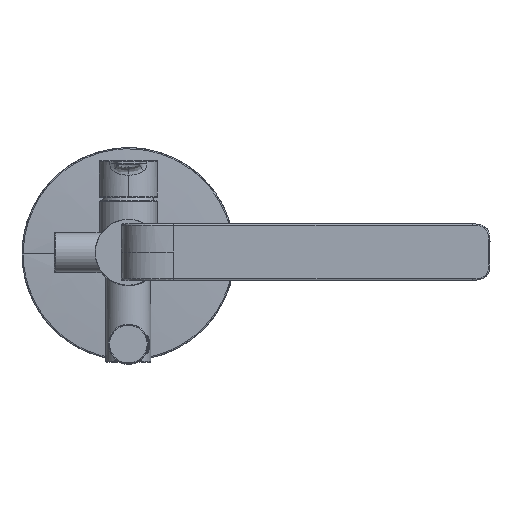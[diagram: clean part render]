
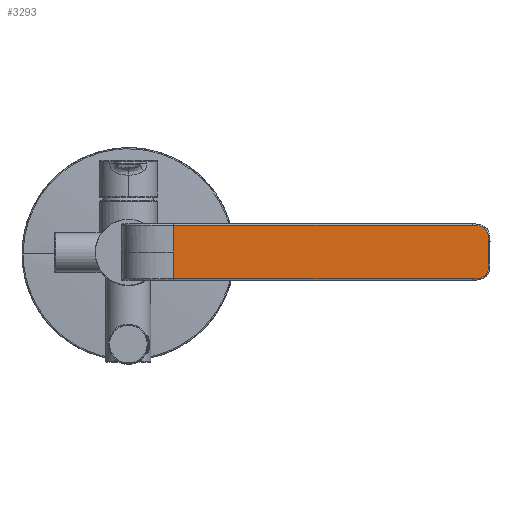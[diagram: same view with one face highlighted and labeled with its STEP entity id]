
A CAD part, top view. The second image highlights one B-rep face of the part: STEP entity #3293.
In plain terms, the highlighted planar face has unit normal (0, 0, 1).
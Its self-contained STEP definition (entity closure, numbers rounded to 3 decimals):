
#354=LINE('',#17225,#401);
#356=LINE('',#17290,#403);
#358=LINE('',#17355,#405);
#401=VECTOR('',#4446,1000.);
#403=VECTOR('',#4450,1000.);
#405=VECTOR('',#4454,1000.);
#503=PLANE('',#3992);
#1148=ORIENTED_EDGE('',*,*,#1647,.F.);
#1149=ORIENTED_EDGE('',*,*,#1611,.T.);
#1150=ORIENTED_EDGE('',*,*,#1614,.T.);
#1151=ORIENTED_EDGE('',*,*,#1617,.T.);
#1152=ORIENTED_EDGE('',*,*,#1620,.T.);
#1153=ORIENTED_EDGE('',*,*,#1623,.T.);
#1154=ORIENTED_EDGE('',*,*,#1635,.T.);
#1611=EDGE_CURVE('',#2016,#2018,#354,.T.);
#1614=EDGE_CURVE('',#2018,#2020,#2320,.T.);
#1617=EDGE_CURVE('',#2020,#2022,#356,.T.);
#1620=EDGE_CURVE('',#2022,#2024,#2324,.T.);
#1623=EDGE_CURVE('',#2024,#2026,#358,.T.);
#1635=EDGE_CURVE('',#2026,#2035,#2334,.T.);
#1647=EDGE_CURVE('',#2016,#2035,#2346,.F.);
#2016=VERTEX_POINT('',#17188);
#2018=VERTEX_POINT('',#17224);
#2020=VERTEX_POINT('',#17263);
#2022=VERTEX_POINT('',#17289);
#2024=VERTEX_POINT('',#17328);
#2026=VERTEX_POINT('',#17354);
#2035=VERTEX_POINT('',#17601);
#2320=B_SPLINE_CURVE_WITH_KNOTS('',3,(#17264,#17265,#17266,#17267,#17268,
#17269,#17270,#17271,#17272),.UNSPECIFIED.,.F.,.F.,(4,1,1,1,1,1,4),(0.,
0.005,0.008,0.011,0.014,
0.016,0.022),.UNSPECIFIED.);
#2324=B_SPLINE_CURVE_WITH_KNOTS('',3,(#17329,#17330,#17331,#17332,#17333,
#17334,#17335,#17336,#17337),.UNSPECIFIED.,.F.,.F.,(4,1,1,1,1,1,4),(0.,
0.005,0.008,0.011,0.014,
0.016,0.022),.UNSPECIFIED.);
#2334=B_SPLINE_CURVE_WITH_KNOTS('',3,(#17597,#17598,#17599,#17600),
 .UNSPECIFIED.,.F.,.F.,(4,4),(0.,1.),.UNSPECIFIED.);
#2346=B_SPLINE_CURVE_WITH_KNOTS('',3,(#17796,#17797,#17798,#17799),
 .UNSPECIFIED.,.F.,.F.,(4,4),(0.,1.),
 .UNSPECIFIED.);
#2686=EDGE_LOOP('',(#1148,#1149,#1150,#1151,#1152,#1153,#1154));
#2996=FACE_BOUND('',#2686,.T.);
#3293=ADVANCED_FACE('',(#2996),#503,.T.);
#3992=AXIS2_PLACEMENT_3D('',#18385,#4484,#4485);
#4446=DIRECTION('',(1.,0.,0.));
#4450=DIRECTION('',(0.,1.,0.));
#4454=DIRECTION('',(-1.,0.,0.));
#4484=DIRECTION('',(0.,0.,1.));
#4485=DIRECTION('',(0.,-1.,0.));
#17188=CARTESIAN_POINT('',(-37.371,52.,974.465));
#17224=CARTESIAN_POINT('',(201.533,51.999,974.465));
#17225=CARTESIAN_POINT('',(-37.371,52.,974.465));
#17263=CARTESIAN_POINT('',(214.533,64.998,974.465));
#17264=CARTESIAN_POINT('',(201.533,51.999,974.465));
#17265=CARTESIAN_POINT('',(203.346,51.999,974.465));
#17266=CARTESIAN_POINT('',(206.087,52.023,974.465));
#17267=CARTESIAN_POINT('',(209.561,53.165,974.465));
#17268=CARTESIAN_POINT('',(211.791,54.734,974.465));
#17269=CARTESIAN_POINT('',(213.375,56.983,974.465));
#17270=CARTESIAN_POINT('',(214.505,60.444,974.465));
#17271=CARTESIAN_POINT('',(214.533,63.187,974.465));
#17272=CARTESIAN_POINT('',(214.533,64.998,974.465));
#17289=CARTESIAN_POINT('',(214.533,81.998,974.465));
#17290=CARTESIAN_POINT('',(214.533,73.5,974.465));
#17328=CARTESIAN_POINT('',(201.534,94.998,974.465));
#17329=CARTESIAN_POINT('',(214.533,81.998,974.465));
#17330=CARTESIAN_POINT('',(214.533,83.811,974.465));
#17331=CARTESIAN_POINT('',(214.509,86.552,974.465));
#17332=CARTESIAN_POINT('',(213.367,90.025,974.465));
#17333=CARTESIAN_POINT('',(211.799,92.256,974.465));
#17334=CARTESIAN_POINT('',(209.549,93.839,974.465));
#17335=CARTESIAN_POINT('',(206.088,94.97,974.465));
#17336=CARTESIAN_POINT('',(203.345,94.998,974.465));
#17337=CARTESIAN_POINT('',(201.534,94.998,974.465));
#17354=CARTESIAN_POINT('',(-37.37,95.,974.465));
#17355=CARTESIAN_POINT('',(-37.37,95.,974.465));
#17597=CARTESIAN_POINT('',(-37.37,95.,974.465));
#17598=CARTESIAN_POINT('',(-37.37,87.833,974.465));
#17599=CARTESIAN_POINT('',(-37.371,80.666,974.465));
#17600=CARTESIAN_POINT('',(-37.371,73.5,974.465));
#17601=CARTESIAN_POINT('',(-37.371,73.5,974.465));
#17796=CARTESIAN_POINT('',(-37.371,73.5,974.465));
#17797=CARTESIAN_POINT('',(-37.371,66.333,974.465));
#17798=CARTESIAN_POINT('',(-37.371,59.167,974.465));
#17799=CARTESIAN_POINT('',(-37.371,52.,974.465));
#18385=CARTESIAN_POINT('',(-37.371,73.5,974.465));
